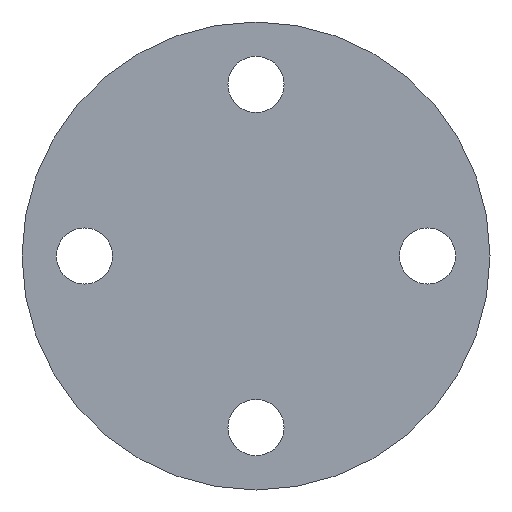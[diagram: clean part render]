
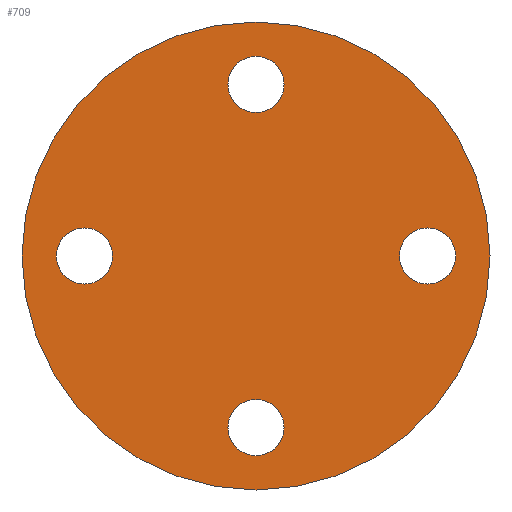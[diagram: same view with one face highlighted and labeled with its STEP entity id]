
A CAD part, front view. The second image highlights one B-rep face of the part: STEP entity #709.
In plain terms, the highlighted planar face has unit normal (0, -1, 0).
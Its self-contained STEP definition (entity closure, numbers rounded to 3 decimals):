
#12 = EDGE_CURVE ( 'NONE', #416, #185, #376, .T. ) ;
#25 = EDGE_LOOP ( 'NONE', ( #658, #441 ) ) ;
#45 = VERTEX_POINT ( 'NONE', #96 ) ;
#54 = DIRECTION ( 'NONE',  ( 0., 0., -1. ) ) ;
#55 = AXIS2_PLACEMENT_3D ( 'NONE', #173, #669, #288 ) ;
#62 = DIRECTION ( 'NONE',  ( 0., 1., 0. ) ) ;
#67 = CIRCLE ( 'NONE', #358, 75. ) ;
#72 = CARTESIAN_POINT ( 'NONE',  ( 0., 0., 0. ) ) ;
#82 = EDGE_LOOP ( 'NONE', ( #597, #138 ) ) ;
#87 = EDGE_CURVE ( 'NONE', #552, #517, #436, .T. ) ;
#96 = CARTESIAN_POINT ( 'NONE',  ( 64., 0., 0. ) ) ;
#104 = DIRECTION ( 'NONE',  ( 0., 0., 1. ) ) ;
#108 = EDGE_CURVE ( 'NONE', #308, #296, #177, .T. ) ;
#110 = CARTESIAN_POINT ( 'NONE',  ( 0., 0., 46. ) ) ;
#113 = AXIS2_PLACEMENT_3D ( 'NONE', #690, #196, #198 ) ;
#116 = CARTESIAN_POINT ( 'NONE',  ( 46., 0., 0. ) ) ;
#124 = AXIS2_PLACEMENT_3D ( 'NONE', #465, #62, #455 ) ;
#128 = VERTEX_POINT ( 'NONE', #683 ) ;
#136 = FACE_BOUND ( 'NONE', #459, .T. ) ;
#138 = ORIENTED_EDGE ( 'NONE', *, *, #108, .T. ) ;
#144 = AXIS2_PLACEMENT_3D ( 'NONE', #657, #697, #104 ) ;
#163 = VERTEX_POINT ( 'NONE', #116 ) ;
#164 = DIRECTION ( 'NONE',  ( 0., 1., 0. ) ) ;
#168 = EDGE_CURVE ( 'NONE', #185, #416, #664, .T. ) ;
#173 = CARTESIAN_POINT ( 'NONE',  ( 0., 0., 55. ) ) ;
#176 = DIRECTION ( 'NONE',  ( 1., 0., 0. ) ) ;
#177 = CIRCLE ( 'NONE', #209, 9. ) ;
#185 = VERTEX_POINT ( 'NONE', #283 ) ;
#186 = DIRECTION ( 'NONE',  ( 0., 1., 0. ) ) ;
#190 = CARTESIAN_POINT ( 'NONE',  ( 0., 0., -75. ) ) ;
#194 = CARTESIAN_POINT ( 'NONE',  ( -46., 0., 0. ) ) ;
#196 = DIRECTION ( 'NONE',  ( 0., 1., 0. ) ) ;
#198 = DIRECTION ( 'NONE',  ( -1., 0., 0. ) ) ;
#208 = ORIENTED_EDGE ( 'NONE', *, *, #168, .T. ) ;
#209 = AXIS2_PLACEMENT_3D ( 'NONE', #615, #458, #176 ) ;
#218 = DIRECTION ( 'NONE',  ( -1., 0., 0. ) ) ;
#226 = AXIS2_PLACEMENT_3D ( 'NONE', #619, #390, #608 ) ;
#247 = FACE_BOUND ( 'NONE', #25, .T. ) ;
#258 = DIRECTION ( 'NONE',  ( 0., 0., 1. ) ) ;
#259 = EDGE_CURVE ( 'NONE', #45, #163, #629, .T. ) ;
#263 = ORIENTED_EDGE ( 'NONE', *, *, #643, .F. ) ;
#269 = DIRECTION ( 'NONE',  ( 0., 1., 0. ) ) ;
#283 = CARTESIAN_POINT ( 'NONE',  ( 0., 0., 64. ) ) ;
#284 = EDGE_CURVE ( 'NONE', #128, #301, #319, .T. ) ;
#288 = DIRECTION ( 'NONE',  ( 0., 0., -1. ) ) ;
#296 = VERTEX_POINT ( 'NONE', #194 ) ;
#301 = VERTEX_POINT ( 'NONE', #190 ) ;
#302 = FACE_BOUND ( 'NONE', #82, .T. ) ;
#308 = VERTEX_POINT ( 'NONE', #641 ) ;
#314 = DIRECTION ( 'NONE',  ( 0., 1., 0. ) ) ;
#319 = CIRCLE ( 'NONE', #344, 75. ) ;
#343 = AXIS2_PLACEMENT_3D ( 'NONE', #498, #269, #54 ) ;
#344 = AXIS2_PLACEMENT_3D ( 'NONE', #685, #314, #258 ) ;
#346 = CIRCLE ( 'NONE', #542, 9. ) ;
#358 = AXIS2_PLACEMENT_3D ( 'NONE', #72, #562, #671 ) ;
#363 = DIRECTION ( 'NONE',  ( 0., 0., 1. ) ) ;
#365 = CIRCLE ( 'NONE', #144, 9. ) ;
#376 = CIRCLE ( 'NONE', #343, 9. ) ;
#384 = EDGE_LOOP ( 'NONE', ( #263, #445 ) ) ;
#385 = CARTESIAN_POINT ( 'NONE',  ( 0., 0., -64. ) ) ;
#390 = DIRECTION ( 'NONE',  ( 0., 1., 0. ) ) ;
#399 = CARTESIAN_POINT ( 'NONE',  ( 55., 0., 0. ) ) ;
#408 = PLANE ( 'NONE',  #633 ) ;
#415 = CIRCLE ( 'NONE', #226, 9. ) ;
#416 = VERTEX_POINT ( 'NONE', #110 ) ;
#436 = CIRCLE ( 'NONE', #124, 9. ) ;
#441 = ORIENTED_EDGE ( 'NONE', *, *, #462, .T. ) ;
#445 = ORIENTED_EDGE ( 'NONE', *, *, #284, .F. ) ;
#455 = DIRECTION ( 'NONE',  ( 0., 0., 1. ) ) ;
#458 = DIRECTION ( 'NONE',  ( 0., 1., 0. ) ) ;
#459 = EDGE_LOOP ( 'NONE', ( #617, #208 ) ) ;
#462 = EDGE_CURVE ( 'NONE', #517, #552, #365, .T. ) ;
#464 = FACE_OUTER_BOUND ( 'NONE', #384, .T. ) ;
#465 = CARTESIAN_POINT ( 'NONE',  ( 0., 0., -55. ) ) ;
#471 = CARTESIAN_POINT ( 'NONE',  ( 0., 0., 0. ) ) ;
#498 = CARTESIAN_POINT ( 'NONE',  ( 0., 0., 55. ) ) ;
#517 = VERTEX_POINT ( 'NONE', #385 ) ;
#542 = AXIS2_PLACEMENT_3D ( 'NONE', #399, #164, #218 ) ;
#552 = VERTEX_POINT ( 'NONE', #644 ) ;
#562 = DIRECTION ( 'NONE',  ( 0., 1., 0. ) ) ;
#597 = ORIENTED_EDGE ( 'NONE', *, *, #699, .T. ) ;
#608 = DIRECTION ( 'NONE',  ( 1., 0., 0. ) ) ;
#613 = ORIENTED_EDGE ( 'NONE', *, *, #259, .T. ) ;
#615 = CARTESIAN_POINT ( 'NONE',  ( -55., 0., 0. ) ) ;
#617 = ORIENTED_EDGE ( 'NONE', *, *, #12, .T. ) ;
#619 = CARTESIAN_POINT ( 'NONE',  ( -55., 0., 0. ) ) ;
#626 = FACE_BOUND ( 'NONE', #670, .T. ) ;
#629 = CIRCLE ( 'NONE', #113, 9. ) ;
#633 = AXIS2_PLACEMENT_3D ( 'NONE', #471, #186, #363 ) ;
#641 = CARTESIAN_POINT ( 'NONE',  ( -64., 0., 0. ) ) ;
#643 = EDGE_CURVE ( 'NONE', #301, #128, #67, .T. ) ;
#644 = CARTESIAN_POINT ( 'NONE',  ( 0., 0., -46. ) ) ;
#657 = CARTESIAN_POINT ( 'NONE',  ( 0., 0., -55. ) ) ;
#658 = ORIENTED_EDGE ( 'NONE', *, *, #87, .T. ) ;
#664 = CIRCLE ( 'NONE', #55, 9. ) ;
#669 = DIRECTION ( 'NONE',  ( 0., 1., 0. ) ) ;
#670 = EDGE_LOOP ( 'NONE', ( #696, #613 ) ) ;
#671 = DIRECTION ( 'NONE',  ( 0., 0., 1. ) ) ;
#683 = CARTESIAN_POINT ( 'NONE',  ( 0., 0., 75. ) ) ;
#685 = CARTESIAN_POINT ( 'NONE',  ( 0., 0., 0. ) ) ;
#690 = CARTESIAN_POINT ( 'NONE',  ( 55., 0., 0. ) ) ;
#693 = EDGE_CURVE ( 'NONE', #163, #45, #346, .T. ) ;
#696 = ORIENTED_EDGE ( 'NONE', *, *, #693, .T. ) ;
#697 = DIRECTION ( 'NONE',  ( 0., 1., 0. ) ) ;
#699 = EDGE_CURVE ( 'NONE', #296, #308, #415, .T. ) ;
#709 = ADVANCED_FACE ( 'NONE', ( #302, #136, #626, #247, #464 ), #408, .F. ) ;
